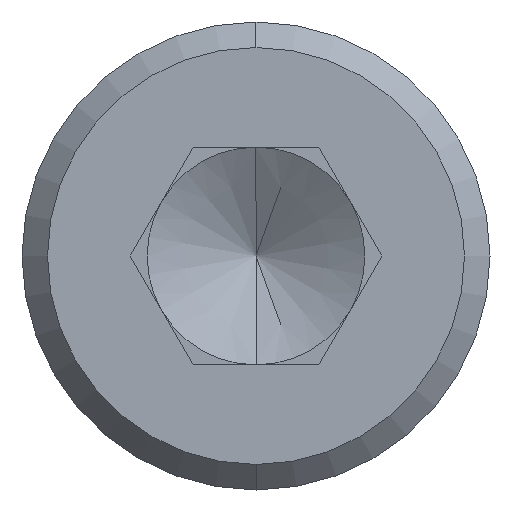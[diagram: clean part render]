
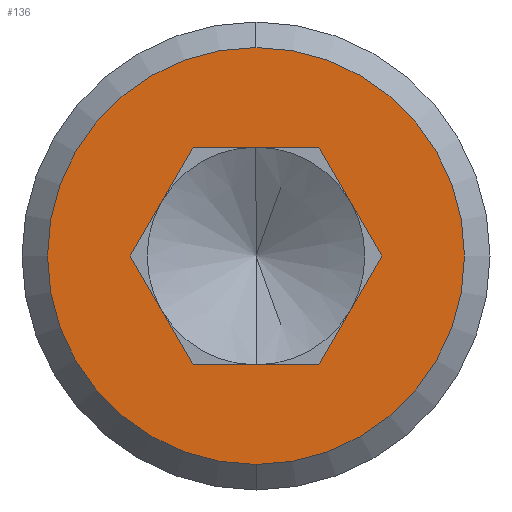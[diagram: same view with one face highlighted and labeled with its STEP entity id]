
A CAD part, left-side view. The second image highlights one B-rep face of the part: STEP entity #136.
In plain terms, the highlighted planar face has unit normal (-1, 0, 0).
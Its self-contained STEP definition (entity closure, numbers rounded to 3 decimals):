
#2 = LINE ( 'NONE', #569, #362 ) ;
#15 = CARTESIAN_POINT ( 'NONE',  ( 0., 0., 0. ) ) ;
#17 = DIRECTION ( 'NONE',  ( 0., -1., 0. ) ) ;
#24 = LINE ( 'NONE', #489, #671 ) ;
#39 = CARTESIAN_POINT ( 'NONE',  ( 0., 0., 0. ) ) ;
#54 = EDGE_CURVE ( 'NONE', #368, #420, #503, .T. ) ;
#61 = CARTESIAN_POINT ( 'NONE',  ( 0., 0., -2.45 ) ) ;
#62 = CARTESIAN_POINT ( 'NONE',  ( 0., 1.478, 0. ) ) ;
#86 = CARTESIAN_POINT ( 'NONE',  ( 0., -0.739, 1.28 ) ) ;
#98 = DIRECTION ( 'NONE',  ( 0., 0., 1. ) ) ;
#112 = CARTESIAN_POINT ( 'NONE',  ( 0., 0.739, -1.28 ) ) ;
#136 = ADVANCED_FACE ( 'NONE', ( #421, #401 ), #545, .T. ) ;
#148 = VECTOR ( 'NONE', #287, 1000. ) ;
#181 = CARTESIAN_POINT ( 'NONE',  ( 0., 0.739, -1.28 ) ) ;
#188 = CIRCLE ( 'NONE', #607, 2.45 ) ;
#194 = EDGE_CURVE ( 'NONE', #438, #376, #476, .T. ) ;
#200 = CARTESIAN_POINT ( 'NONE',  ( 0., -1.478, 0. ) ) ;
#204 = DIRECTION ( 'NONE',  ( 0., -0.5, -0.866 ) ) ;
#231 = CARTESIAN_POINT ( 'NONE',  ( 0., 0.739, 1.28 ) ) ;
#246 = VERTEX_POINT ( 'NONE', #311 ) ;
#250 = EDGE_CURVE ( 'NONE', #309, #246, #24, .T. ) ;
#251 = VERTEX_POINT ( 'NONE', #86 ) ;
#255 = DIRECTION ( 'NONE',  ( -1., 0., 0. ) ) ;
#273 = LINE ( 'NONE', #556, #284 ) ;
#284 = VECTOR ( 'NONE', #742, 1000. ) ;
#287 = DIRECTION ( 'NONE',  ( 0., -0.5, 0.866 ) ) ;
#293 = CARTESIAN_POINT ( 'NONE',  ( 0., 0., 2.45 ) ) ;
#303 = DIRECTION ( 'NONE',  ( 0., 0., 1. ) ) ;
#309 = VERTEX_POINT ( 'NONE', #200 ) ;
#311 = CARTESIAN_POINT ( 'NONE',  ( 0., -0.739, -1.28 ) ) ;
#323 = EDGE_CURVE ( 'NONE', #251, #309, #729, .T. ) ;
#327 = AXIS2_PLACEMENT_3D ( 'NONE', #15, #467, #659 ) ;
#328 = CARTESIAN_POINT ( 'NONE',  ( 0., -0.739, 1.28 ) ) ;
#349 = ORIENTED_EDGE ( 'NONE', *, *, #538, .F. ) ;
#350 = DIRECTION ( 'NONE',  ( 0., -0.5, -0.866 ) ) ;
#357 = ORIENTED_EDGE ( 'NONE', *, *, #366, .F. ) ;
#361 = EDGE_CURVE ( 'NONE', #376, #438, #188, .T. ) ;
#362 = VECTOR ( 'NONE', #350, 1000. ) ;
#366 = EDGE_CURVE ( 'NONE', #251, #420, #273, .T. ) ;
#368 = VERTEX_POINT ( 'NONE', #443 ) ;
#376 = VERTEX_POINT ( 'NONE', #61 ) ;
#401 = FACE_OUTER_BOUND ( 'NONE', #532, .T. ) ;
#402 = VERTEX_POINT ( 'NONE', #181 ) ;
#418 = ORIENTED_EDGE ( 'NONE', *, *, #194, .T. ) ;
#420 = VERTEX_POINT ( 'NONE', #231 ) ;
#421 = FACE_BOUND ( 'NONE', #716, .T. ) ;
#423 = EDGE_CURVE ( 'NONE', #368, #402, #2, .T. ) ;
#424 = ORIENTED_EDGE ( 'NONE', *, *, #361, .T. ) ;
#438 = VERTEX_POINT ( 'NONE', #293 ) ;
#443 = CARTESIAN_POINT ( 'NONE',  ( 0., 1.478, 0. ) ) ;
#466 = VECTOR ( 'NONE', #17, 1000. ) ;
#467 = DIRECTION ( 'NONE',  ( -1., 0., 0. ) ) ;
#476 = CIRCLE ( 'NONE', #499, 2.45 ) ;
#489 = CARTESIAN_POINT ( 'NONE',  ( 0., -1.478, 0. ) ) ;
#499 = AXIS2_PLACEMENT_3D ( 'NONE', #600, #255, #303 ) ;
#503 = LINE ( 'NONE', #62, #148 ) ;
#532 = EDGE_LOOP ( 'NONE', ( #424, #418 ) ) ;
#538 = EDGE_CURVE ( 'NONE', #402, #246, #629, .T. ) ;
#545 = PLANE ( 'NONE',  #327 ) ;
#556 = CARTESIAN_POINT ( 'NONE',  ( 0., -0.739, 1.28 ) ) ;
#562 = DIRECTION ( 'NONE',  ( -1., 0., 0. ) ) ;
#569 = CARTESIAN_POINT ( 'NONE',  ( 0., 1.478, 0. ) ) ;
#600 = CARTESIAN_POINT ( 'NONE',  ( 0., 0., 0. ) ) ;
#607 = AXIS2_PLACEMENT_3D ( 'NONE', #39, #562, #98 ) ;
#629 = LINE ( 'NONE', #112, #466 ) ;
#646 = ORIENTED_EDGE ( 'NONE', *, *, #250, .T. ) ;
#656 = ORIENTED_EDGE ( 'NONE', *, *, #54, .T. ) ;
#659 = DIRECTION ( 'NONE',  ( 0., 0., 1. ) ) ;
#668 = ORIENTED_EDGE ( 'NONE', *, *, #423, .F. ) ;
#671 = VECTOR ( 'NONE', #717, 1000. ) ;
#673 = VECTOR ( 'NONE', #204, 1000. ) ;
#694 = ORIENTED_EDGE ( 'NONE', *, *, #323, .T. ) ;
#716 = EDGE_LOOP ( 'NONE', ( #656, #357, #694, #646, #349, #668 ) ) ;
#717 = DIRECTION ( 'NONE',  ( 0., 0.5, -0.866 ) ) ;
#729 = LINE ( 'NONE', #328, #673 ) ;
#742 = DIRECTION ( 'NONE',  ( 0., 1., 0. ) ) ;
